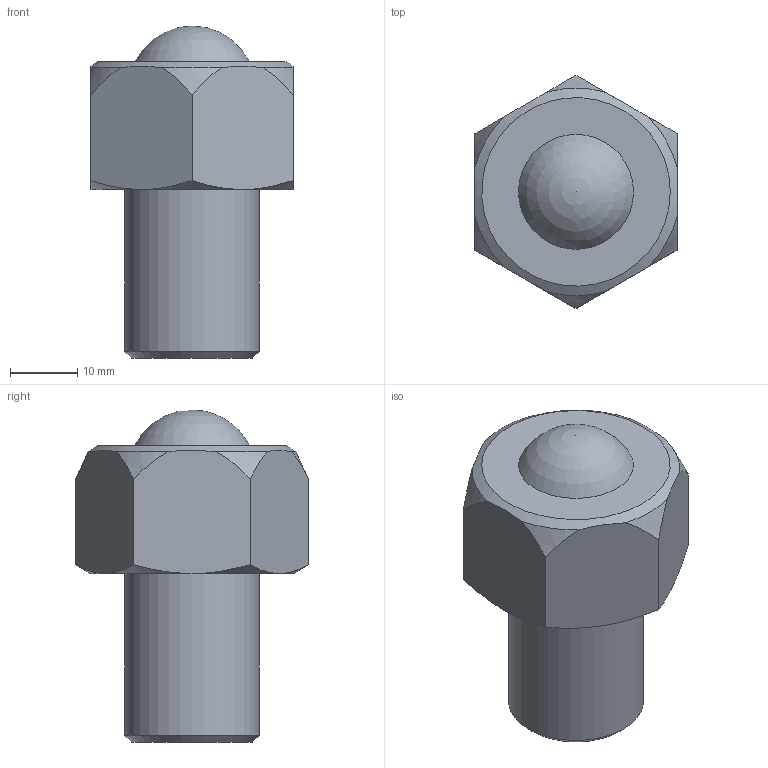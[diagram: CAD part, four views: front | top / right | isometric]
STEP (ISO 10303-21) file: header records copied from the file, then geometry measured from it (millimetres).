
FILE_DESCRIPTION( ( 'Unknown' ), '1' );
FILE_NAME( 'PT47-2018.stp', 'Unknown', ( 'Unknown' ), ( 'Unknown' ), 'XStep 1.0', 'Unknown', ' ' );
FILE_SCHEMA( ( 'CONFIG_CONTROL_DESIGN' ) );
Length unit declared in the file: millimetre
Products named in the file (1): 1
Bounding box: 30 x 34.64 x 49.3 mm (x, y, z)
Volume: 23140 mm3; surface area: 5004.9 mm2
Topology: 1 solids, 1 shells, 25 faces, 61 edges, 39 vertices
Faces by surface type: cone 14, plane 9, cylinder 1, sphere 1
Full cylindrical faces by diameter (mm): 20 x1
Entity records: 866 total; most frequent: CARTESIAN_POINT 320, ORIENTED_EDGE 106, DIRECTION 92, EDGE_CURVE 53, AXIS2_PLACEMENT_3D 43, VERTEX_POINT 35, EDGE_LOOP 30, B_SPLINE_CURVE_WITH_KNOTS 30
